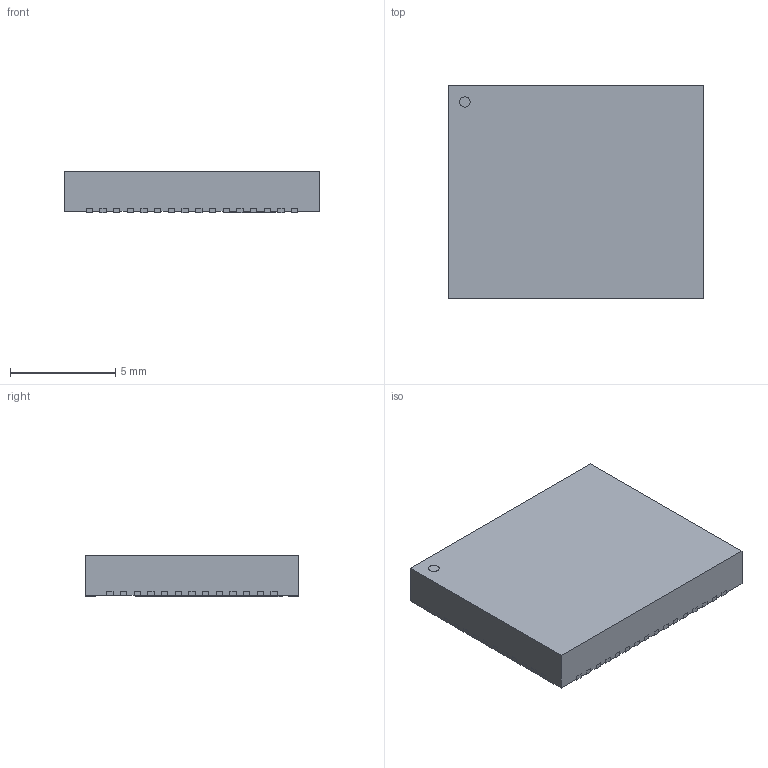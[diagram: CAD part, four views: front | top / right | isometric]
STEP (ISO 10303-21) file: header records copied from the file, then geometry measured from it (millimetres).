
FILE_DESCRIPTION((''),'2;1');
FILE_NAME('ENPIRION_58-PIN QFN.stp','2012-02-06T13:21:13',(''),(''),'Mechanical Desktop 2011','Mechanical Desktop 2011',', , ');
FILE_SCHEMA(('AUTOMOTIVE_DESIGN { 1 2 10303 214 1 1 1 1 }'));
Length unit declared in the file: millimetre
Products named in the file (1): Product
Bounding box: 12.15 x 10.15 x 1.95 mm (x, y, z)
Volume: 235.4 mm3; surface area: 408.8 mm2
Topology: 61 solids, 61 shells, 599 faces, 1428 edges, 952 vertices
Faces by surface type: bspline 305, plane 234, cylinder 60
Entity records: 17961 total; most frequent: CARTESIAN_POINT 4735, ORIENTED_EDGE 2856, DIRECTION 2258, EDGE_CURVE 1428, VECTOR 1188, LINE 1188, VERTEX_POINT 952, EDGE_LOOP 600
